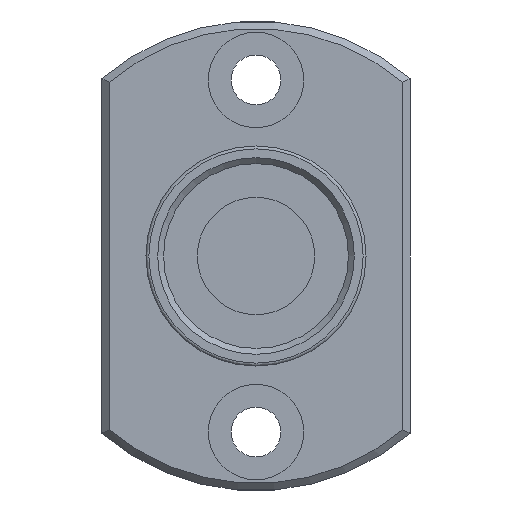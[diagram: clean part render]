
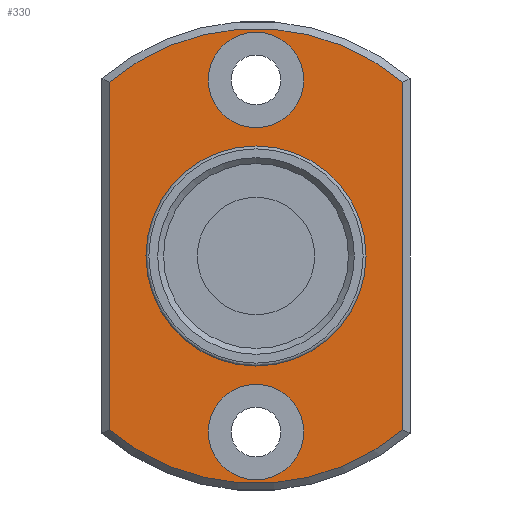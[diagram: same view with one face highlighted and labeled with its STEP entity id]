
A CAD part, front view. The second image highlights one B-rep face of the part: STEP entity #330.
In plain terms, the highlighted planar face has unit normal (0, -1, 0).
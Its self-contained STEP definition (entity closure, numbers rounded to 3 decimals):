
#239=CARTESIAN_POINT('',(10.,-12.,11.843));
#240=VERTEX_POINT('',#239);
#247=CARTESIAN_POINT('',(10.0,-12.,-11.843));
#248=VERTEX_POINT('',#247);
#249=CARTESIAN_POINT('',(10.0,-12.,11.843));
#250=DIRECTION('',(0.0,0.0,-1.0));
#251=VECTOR('',#250,23.685);
#252=LINE('',#249,#251);
#253=EDGE_CURVE('',#240,#248,#252,.T.);
#265=CARTESIAN_POINT('',(11.5,-12.,0.0));
#266=DIRECTION('',(0.0,-1.0,0.0));
#267=DIRECTION('',(0.0,0.0,-1.0));
#268=AXIS2_PLACEMENT_3D('',#265,#266,#267);
#269=PLANE('',#268);
#270=ORIENTED_EDGE('',*,*,#253,.F.);
#271=CARTESIAN_POINT('',(-10.,-12.,11.843));
#272=VERTEX_POINT('',#271);
#273=CARTESIAN_POINT('',(0.0,-12.,0.0));
#274=DIRECTION('',(0.0,-1.0,0.0));
#275=DIRECTION('',(1.0,0.0,0.0));
#276=AXIS2_PLACEMENT_3D('',#273,#274,#275);
#277=CIRCLE('',#276,15.5);
#278=EDGE_CURVE('',#240,#272,#277,.T.);
#279=ORIENTED_EDGE('',*,*,#278,.T.);
#280=CARTESIAN_POINT('',(-10.,-12.,-11.843));
#281=VERTEX_POINT('',#280);
#282=CARTESIAN_POINT('',(-10.,-12.,-11.843));
#283=DIRECTION('',(0.0,0.0,1.0));
#284=VECTOR('',#283,23.685);
#285=LINE('',#282,#284);
#286=EDGE_CURVE('',#281,#272,#285,.T.);
#287=ORIENTED_EDGE('',*,*,#286,.F.);
#288=CARTESIAN_POINT('',(0.0,-12.,0.0));
#289=DIRECTION('',(0.0,-1.0,0.0));
#290=DIRECTION('',(1.0,0.0,0.0));
#291=AXIS2_PLACEMENT_3D('',#288,#289,#290);
#292=CIRCLE('',#291,15.5);
#293=EDGE_CURVE('',#281,#248,#292,.T.);
#294=ORIENTED_EDGE('',*,*,#293,.T.);
#295=EDGE_LOOP('',(#270,#279,#287,#294));
#296=FACE_OUTER_BOUND('',#295,.T.);
#297=CARTESIAN_POINT('',(3.25,-12.,-12.));
#298=VERTEX_POINT('',#297);
#299=CARTESIAN_POINT('',(0.,-12.,-12.));
#300=DIRECTION('',(0.0,1.0,0.0));
#301=DIRECTION('',(1.0,0.0,0.0));
#302=AXIS2_PLACEMENT_3D('',#299,#300,#301);
#303=CIRCLE('',#302,3.25);
#304=EDGE_CURVE('',#298,#298,#303,.T.);
#305=ORIENTED_EDGE('',*,*,#304,.T.);
#306=EDGE_LOOP('',(#305));
#307=FACE_BOUND('',#306,.T.);
#308=CARTESIAN_POINT('',(3.25,-12.,12.));
#309=VERTEX_POINT('',#308);
#310=CARTESIAN_POINT('',(0.,-12.,12.));
#311=DIRECTION('',(0.0,1.0,0.0));
#312=DIRECTION('',(1.0,0.0,0.0));
#313=AXIS2_PLACEMENT_3D('',#310,#311,#312);
#314=CIRCLE('',#313,3.25);
#315=EDGE_CURVE('',#309,#309,#314,.T.);
#316=ORIENTED_EDGE('',*,*,#315,.T.);
#317=EDGE_LOOP('',(#316));
#318=FACE_BOUND('',#317,.T.);
#319=CARTESIAN_POINT('',(7.5,-12.,0.0));
#320=VERTEX_POINT('',#319);
#321=CARTESIAN_POINT('',(0.0,-12.,0.0));
#322=DIRECTION('',(0.0,-1.0,0.0));
#323=DIRECTION('',(1.0,0.0,0.0));
#324=AXIS2_PLACEMENT_3D('',#321,#322,#323);
#325=CIRCLE('',#324,7.5);
#326=EDGE_CURVE('',#320,#320,#325,.T.);
#327=ORIENTED_EDGE('',*,*,#326,.F.);
#328=EDGE_LOOP('',(#327));
#329=FACE_BOUND('',#328,.T.);
#330=ADVANCED_FACE('',(#296,#307,#318,#329),#269,.T.);
